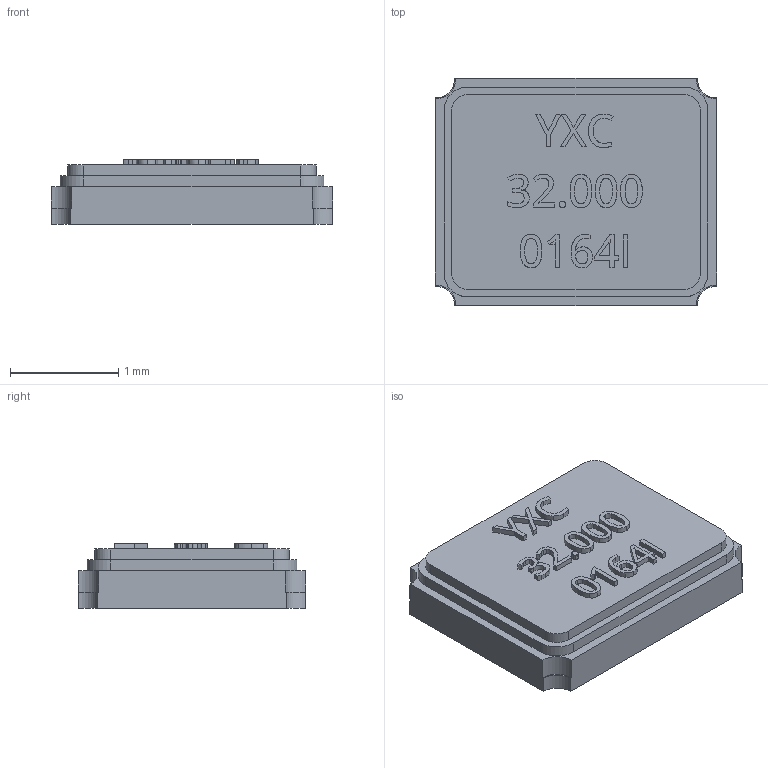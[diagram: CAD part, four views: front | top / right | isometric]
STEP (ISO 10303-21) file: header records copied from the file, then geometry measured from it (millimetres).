
FILE_DESCRIPTION(/* description */ (''),/* implementation_level */ '2;1');
FILE_NAME(/* name */ 'Crystal NX2520SA .step',/* time_stamp */ '2021-08-31T18:09:17+07:00',/* author */ (''),/* organization */ (''),/* preprocessor_version */ 'ST-DEVELOPER v18.1',/* originating_system */ 'Autodesk Translation Framework v10.9.0.1377',/* authorisation */ '');
FILE_SCHEMA (('AUTOMOTIVE_DESIGN { 1 0 10303 214 3 1 1 }'));
Length unit declared in the file: millimetre
Products named in the file (1): (Unsaved)
Bounding box: 2.6 x 2.1 x 0.6 mm (x, y, z)
Volume: 2.8 mm3; surface area: 16.4 mm2
Topology: 1 solids, 1 shells, 268 faces, 745 edges, 494 vertices
Faces by surface type: bspline 147, plane 105, cylinder 16
Entity records: 10073 total; most frequent: CARTESIAN_POINT 3982, ORIENTED_EDGE 1458, EDGE_CURVE 729, DIRECTION 709, VERTEX_POINT 486, LINE 403, VECTOR 403, B_SPLINE_CURVE_WITH_KNOTS 294
